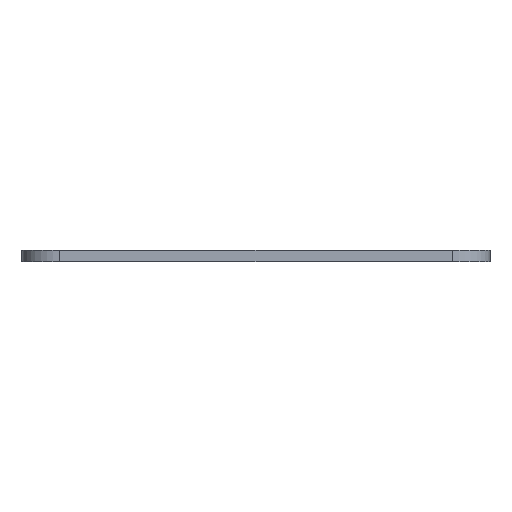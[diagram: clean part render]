
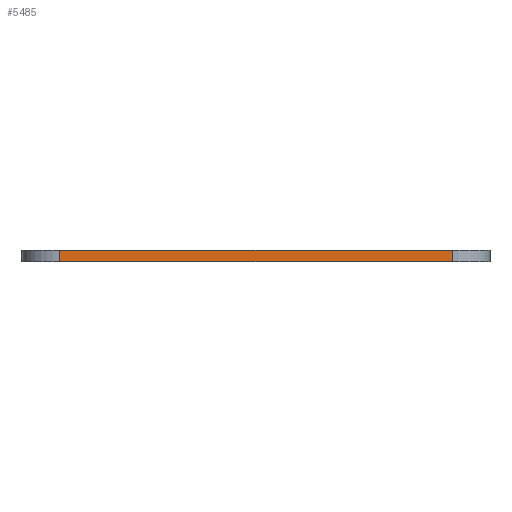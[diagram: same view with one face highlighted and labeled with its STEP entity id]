
A CAD part, left-side view. The second image highlights one B-rep face of the part: STEP entity #5485.
In plain terms, the highlighted planar face has unit normal (-1, 0, 0).
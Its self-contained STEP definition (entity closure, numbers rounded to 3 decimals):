
#887=FACE_OUTER_BOUND('',#1209,.T.);
#1209=EDGE_LOOP('',(#4909,#4910,#4911,#4912));
#1599=LINE('',#10798,#2029);
#1626=LINE('',#10902,#2056);
#1627=LINE('',#10905,#2057);
#1628=LINE('',#10906,#2058);
#2029=VECTOR('',#6198,10.);
#2056=VECTOR('',#6287,10.);
#2057=VECTOR('',#6290,10.);
#2058=VECTOR('',#6291,10.);
#2580=VERTEX_POINT('',#10795);
#2581=VERTEX_POINT('',#10797);
#2626=VERTEX_POINT('',#10898);
#2628=VERTEX_POINT('',#10904);
#3354=EDGE_CURVE('',#2580,#2581,#1599,.T.);
#3404=EDGE_CURVE('',#2581,#2626,#1626,.T.);
#3405=EDGE_CURVE('',#2628,#2580,#1627,.T.);
#3406=EDGE_CURVE('',#2626,#2628,#1628,.T.);
#4909=ORIENTED_EDGE('',*,*,#3404,.F.);
#4910=ORIENTED_EDGE('',*,*,#3354,.F.);
#4911=ORIENTED_EDGE('',*,*,#3405,.F.);
#4912=ORIENTED_EDGE('',*,*,#3406,.F.);
#5212=PLANE('',#5648);
#5485=ADVANCED_FACE('',(#887),#5212,.T.);
#5648=AXIS2_PLACEMENT_3D('',#10903,#6288,#6289);
#6198=DIRECTION('',(0.,1.,0.));
#6287=DIRECTION('',(0.,0.,1.));
#6288=DIRECTION('center_axis',(-1.,0.,0.));
#6289=DIRECTION('ref_axis',(0.,-1.,0.));
#6290=DIRECTION('',(0.,0.,-1.));
#6291=DIRECTION('',(0.,-1.,0.));
#10795=CARTESIAN_POINT('',(-33.232,-6.918,0.));
#10797=CARTESIAN_POINT('',(-33.232,45.382,0.));
#10798=CARTESIAN_POINT('',(-33.232,-11.918,0.));
#10898=CARTESIAN_POINT('',(-33.232,45.382,1.5));
#10902=CARTESIAN_POINT('',(-33.232,45.382,0.));
#10903=CARTESIAN_POINT('Origin',(-33.232,50.382,0.));
#10904=CARTESIAN_POINT('',(-33.232,-6.918,1.5));
#10905=CARTESIAN_POINT('',(-33.232,-6.918,0.));
#10906=CARTESIAN_POINT('',(-33.232,-11.918,1.5));
